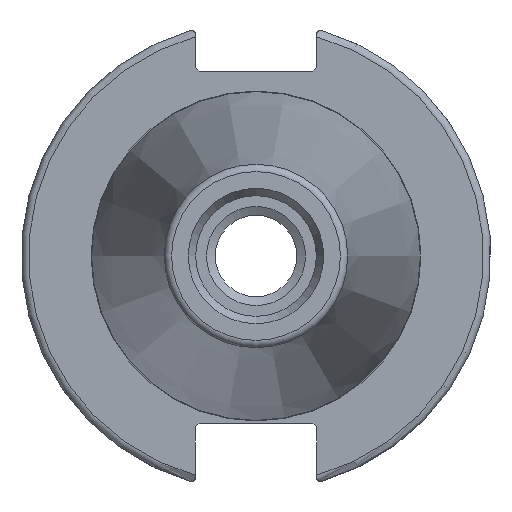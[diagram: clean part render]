
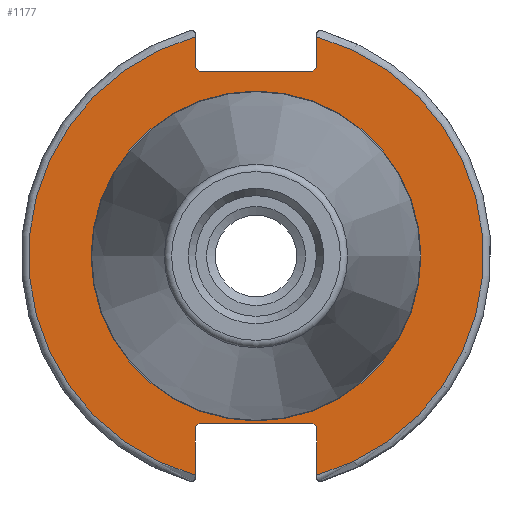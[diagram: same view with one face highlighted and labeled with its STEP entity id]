
A CAD part, left-side view. The second image highlights one B-rep face of the part: STEP entity #1177.
In plain terms, the highlighted planar face has unit normal (-1, 0, 0).
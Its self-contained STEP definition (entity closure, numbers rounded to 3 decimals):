
#36=PLANE('',#1308);
#67=FACE_BOUND('',#197,.T.);
#121=FACE_OUTER_BOUND('',#196,.T.);
#196=EDGE_LOOP('',(#897,#898,#899,#900,#901,#902,#903,#904,#905,#906,#907,
#908));
#197=EDGE_LOOP('',(#909));
#284=CIRCLE('',#1306,22.3);
#286=CIRCLE('',#1309,30.75);
#287=CIRCLE('',#1310,30.75);
#336=LINE('',#1963,#410);
#337=LINE('',#1965,#411);
#338=LINE('',#1967,#412);
#339=LINE('',#1969,#413);
#340=LINE('',#1971,#414);
#341=LINE('',#1975,#415);
#342=LINE('',#1977,#416);
#343=LINE('',#1979,#417);
#344=LINE('',#1981,#418);
#345=LINE('',#1982,#419);
#410=VECTOR('',#1533,10.);
#411=VECTOR('',#1534,10.);
#412=VECTOR('',#1535,10.);
#413=VECTOR('',#1536,10.);
#414=VECTOR('',#1537,10.);
#415=VECTOR('',#1540,10.);
#416=VECTOR('',#1541,10.);
#417=VECTOR('',#1542,10.);
#418=VECTOR('',#1543,10.);
#419=VECTOR('',#1544,10.);
#532=VERTEX_POINT('',#1954);
#533=VERTEX_POINT('',#1959);
#534=VERTEX_POINT('',#1960);
#535=VERTEX_POINT('',#1962);
#536=VERTEX_POINT('',#1964);
#537=VERTEX_POINT('',#1966);
#538=VERTEX_POINT('',#1968);
#539=VERTEX_POINT('',#1970);
#540=VERTEX_POINT('',#1972);
#541=VERTEX_POINT('',#1974);
#542=VERTEX_POINT('',#1976);
#543=VERTEX_POINT('',#1978);
#544=VERTEX_POINT('',#1980);
#668=EDGE_CURVE('',#532,#532,#284,.T.);
#670=EDGE_CURVE('',#533,#534,#286,.T.);
#671=EDGE_CURVE('',#533,#535,#336,.T.);
#672=EDGE_CURVE('',#536,#535,#337,.T.);
#673=EDGE_CURVE('',#536,#537,#338,.T.);
#674=EDGE_CURVE('',#538,#537,#339,.T.);
#675=EDGE_CURVE('',#538,#539,#340,.T.);
#676=EDGE_CURVE('',#540,#539,#287,.T.);
#677=EDGE_CURVE('',#540,#541,#341,.T.);
#678=EDGE_CURVE('',#542,#541,#342,.T.);
#679=EDGE_CURVE('',#542,#543,#343,.T.);
#680=EDGE_CURVE('',#544,#543,#344,.T.);
#681=EDGE_CURVE('',#544,#534,#345,.T.);
#897=ORIENTED_EDGE('',*,*,#670,.F.);
#898=ORIENTED_EDGE('',*,*,#671,.T.);
#899=ORIENTED_EDGE('',*,*,#672,.F.);
#900=ORIENTED_EDGE('',*,*,#673,.T.);
#901=ORIENTED_EDGE('',*,*,#674,.F.);
#902=ORIENTED_EDGE('',*,*,#675,.T.);
#903=ORIENTED_EDGE('',*,*,#676,.F.);
#904=ORIENTED_EDGE('',*,*,#677,.T.);
#905=ORIENTED_EDGE('',*,*,#678,.F.);
#906=ORIENTED_EDGE('',*,*,#679,.T.);
#907=ORIENTED_EDGE('',*,*,#680,.F.);
#908=ORIENTED_EDGE('',*,*,#681,.T.);
#909=ORIENTED_EDGE('',*,*,#668,.F.);
#1177=ADVANCED_FACE('',(#121,#67),#36,.T.);
#1306=AXIS2_PLACEMENT_3D('',#1956,#1525,#1526);
#1308=AXIS2_PLACEMENT_3D('',#1958,#1529,#1530);
#1309=AXIS2_PLACEMENT_3D('',#1961,#1531,#1532);
#1310=AXIS2_PLACEMENT_3D('',#1973,#1538,#1539);
#1525=DIRECTION('center_axis',(-1.,0.,0.));
#1526=DIRECTION('ref_axis',(0.,-1.,0.));
#1529=DIRECTION('center_axis',(-1.,0.,0.));
#1530=DIRECTION('ref_axis',(0.,0.,1.));
#1531=DIRECTION('center_axis',(1.,0.,0.));
#1532=DIRECTION('ref_axis',(0.,-1.,0.));
#1533=DIRECTION('',(0.,0.,-1.));
#1534=DIRECTION('',(0.,-0.707,0.707));
#1535=DIRECTION('',(0.,1.,0.));
#1536=DIRECTION('',(0.,-0.707,-0.707));
#1537=DIRECTION('',(0.,0.,1.));
#1538=DIRECTION('center_axis',(1.,0.,0.));
#1539=DIRECTION('ref_axis',(0.,1.,0.));
#1540=DIRECTION('',(0.,0.,1.));
#1541=DIRECTION('',(0.,0.707,-0.707));
#1542=DIRECTION('',(0.,-1.,0.));
#1543=DIRECTION('',(0.,0.707,0.707));
#1544=DIRECTION('',(0.,0.,-1.));
#1954=CARTESIAN_POINT('',(3.175,0.,22.3));
#1956=CARTESIAN_POINT('Origin',(3.175,0.,0.));
#1958=CARTESIAN_POINT('Origin',(3.175,31.75,0.));
#1959=CARTESIAN_POINT('',(3.175,-8.19,29.639));
#1960=CARTESIAN_POINT('',(3.175,-8.19,-29.639));
#1961=CARTESIAN_POINT('Origin',(3.175,0.,0.));
#1962=CARTESIAN_POINT('',(3.175,-8.19,25.5));
#1963=CARTESIAN_POINT('',(3.175,-8.19,12.5));
#1964=CARTESIAN_POINT('',(3.175,-7.69,25.));
#1965=CARTESIAN_POINT('',(3.175,8.295,9.015));
#1966=CARTESIAN_POINT('',(3.175,7.69,25.));
#1967=CARTESIAN_POINT('',(3.175,15.875,25.));
#1968=CARTESIAN_POINT('',(3.175,8.19,25.5));
#1969=CARTESIAN_POINT('',(3.175,7.58,24.89));
#1970=CARTESIAN_POINT('',(3.175,8.19,29.639));
#1971=CARTESIAN_POINT('',(3.175,8.19,12.5));
#1972=CARTESIAN_POINT('',(3.175,8.19,-29.639));
#1973=CARTESIAN_POINT('Origin',(3.175,0.,0.));
#1974=CARTESIAN_POINT('',(3.175,8.19,-23.1));
#1975=CARTESIAN_POINT('',(3.175,8.19,-11.3));
#1976=CARTESIAN_POINT('',(3.175,7.69,-22.6));
#1977=CARTESIAN_POINT('',(3.175,8.18,-23.09));
#1978=CARTESIAN_POINT('',(3.175,-7.69,-22.6));
#1979=CARTESIAN_POINT('',(3.175,15.875,-22.6));
#1980=CARTESIAN_POINT('',(3.175,-8.19,-23.1));
#1981=CARTESIAN_POINT('',(3.175,7.695,-7.215));
#1982=CARTESIAN_POINT('',(3.175,-8.19,-11.3));
